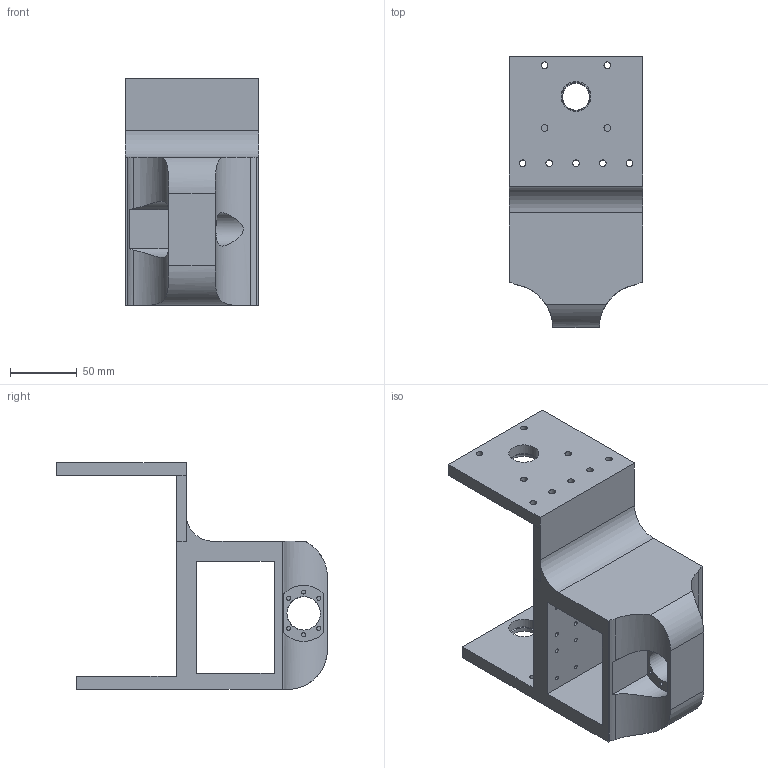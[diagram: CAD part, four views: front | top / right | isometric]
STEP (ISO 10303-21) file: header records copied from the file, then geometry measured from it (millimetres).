
FILE_DESCRIPTION(/* description */ (''),/* implementation_level */ '2;1');
FILE_NAME(/* name */ 'CNC_ZedGantry.step',/* time_stamp */ '2024-07-18T11:51:49-07:00',/* author */ (''),/* organization */ (''),/* preprocessor_version */ 'ST-DEVELOPER v20',/* originating_system */ 'Autodesk Translation Framework v13.14.0.145',/* authorisation */ '');
FILE_SCHEMA (('AUTOMOTIVE_DESIGN { 1 0 10303 214 3 1 1 }'));
Length unit declared in the file: millimetre
Products named in the file (1): CNC Assembly_ggsner v1
Bounding box: 100.04 x 203 x 170.02 mm (x, y, z)
Volume: 738036.7 mm3; surface area: 137995.6 mm2
Topology: 1 solids, 1 shells, 124 faces, 298 edges, 202 vertices
Faces by surface type: cylinder 68, plane 56
Full cylindrical faces by diameter (mm): 3 x22, 4 x1, 5 x30, 8 x1, 20.051 x1, 21 x1, 22.4 x2, 25 x1
Entity records: 3998 total; most frequent: CARTESIAN_POINT 794, DIRECTION 666, ORIENTED_EDGE 596, EDGE_CURVE 298, AXIS2_PLACEMENT_3D 254, EDGE_LOOP 220, VERTEX_POINT 202, LINE 158
